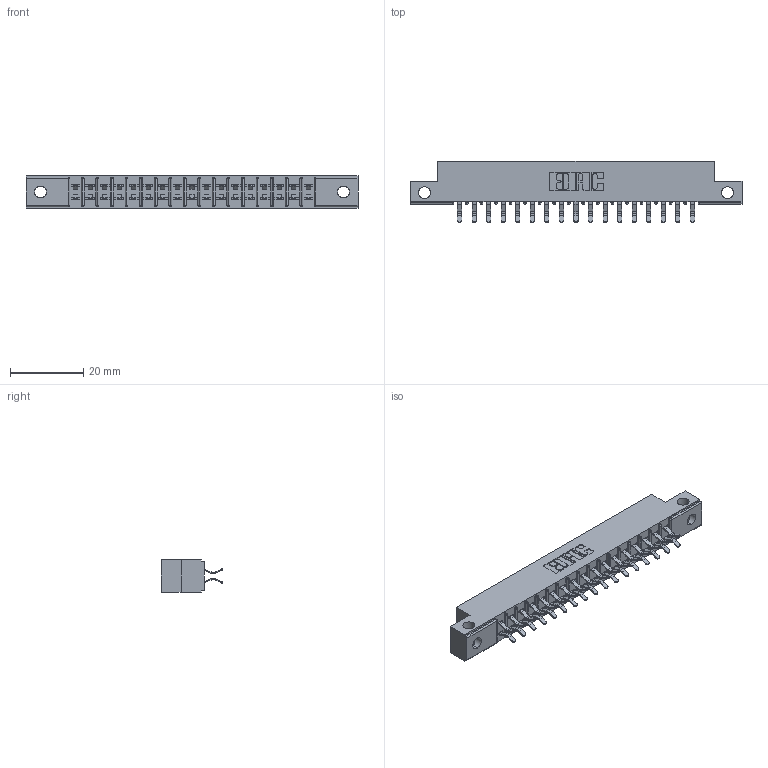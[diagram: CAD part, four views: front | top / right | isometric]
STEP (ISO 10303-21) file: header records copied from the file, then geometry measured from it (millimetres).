
FILE_DESCRIPTION (( 'STEP AP203' ), '1' );
FILE_NAME ('305-034-556-212.STEP', '2020-09-19T21:39:30', ( '' ), ( '' ), 'SwSTEP 2.0', 'SolidWorks 2020', '' );
FILE_SCHEMA (( 'CONFIG_CONTROL_DESIGN' ));
Length unit declared in the file: inch
Products named in the file (3): 305-034-556-212; 305-290-001_556; 305 Part_.128 Dia
Assembly tree (35 placements, depth 2):
  305-034-556-212
    305 Part_.128 Dia
    305-290-001_556  x34
Bounding box: 90.37 x 16.64 x 8.71 mm (x, y, z)
Volume: 5530.9 mm3; surface area: 10169.4 mm2
Topology: 35 solids, 35 shells, 2032 faces, 5843 edges, 3798 vertices
Faces by surface type: plane 1122, cylinder 842, sphere 68
Entity records: 22078 total; most frequent: CARTESIAN_POINT 3705, ORIENTED_EDGE 3630, DIRECTION 3547, EDGE_CURVE 1815, LINE 1419, VECTOR 1419, VERTEX_POINT 1158, AXIS2_PLACEMENT_3D 1064
